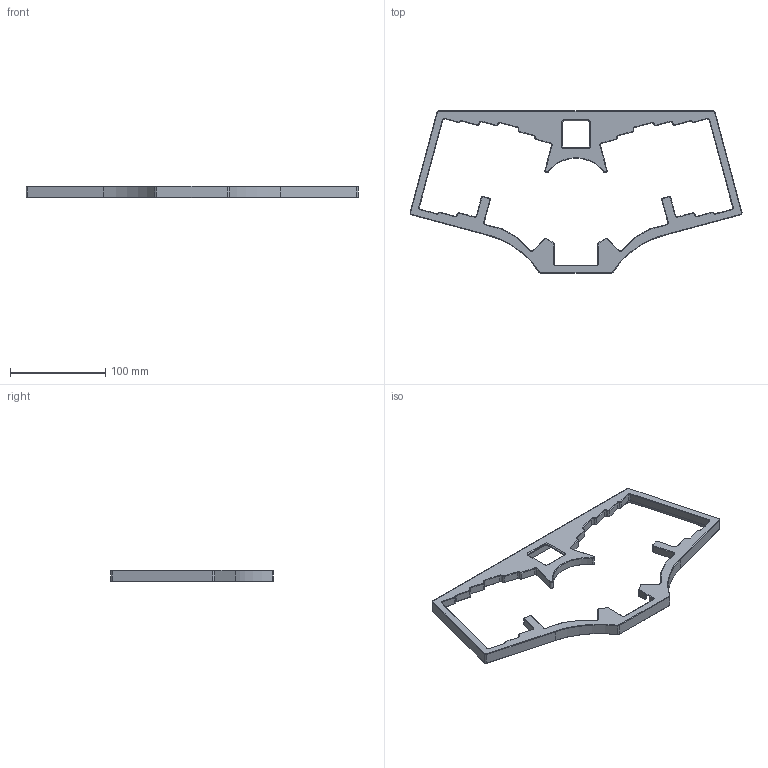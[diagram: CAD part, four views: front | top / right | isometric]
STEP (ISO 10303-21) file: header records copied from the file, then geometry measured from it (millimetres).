
FILE_DESCRIPTION(/* description */ (''),/* implementation_level */ '2;1');
FILE_NAME(/* name */ 'Case Top.step',/* time_stamp */ '2023-08-17T01:31:09+01:00',/* author */ (''),/* organization */ (''),/* preprocessor_version */ 'ST-DEVELOPER v20',/* originating_system */ 'Autodesk Translation Framework v12.9.0.99',/* authorisation */ '');
FILE_SCHEMA (('AUTOMOTIVE_DESIGN { 1 0 10303 214 3 1 1 }'));
Length unit declared in the file: millimetre
Products named in the file (1): Case Top
Bounding box: 348.46 x 170.04 x 12.22 mm (x, y, z)
Volume: 121662.4 mm3; surface area: 50121.3 mm2
Topology: 1 solids, 1 shells, 681 faces, 1609 edges, 931 vertices
Faces by surface type: plane 316, cone 215, cylinder 146, bspline 4
Entity records: 19237 total; most frequent: DIRECTION 3440, CARTESIAN_POINT 3413, ORIENTED_EDGE 3202, EDGE_CURVE 1601, AXIS2_PLACEMENT_3D 1176, LINE 1088, VECTOR 1088, VERTEX_POINT 931
